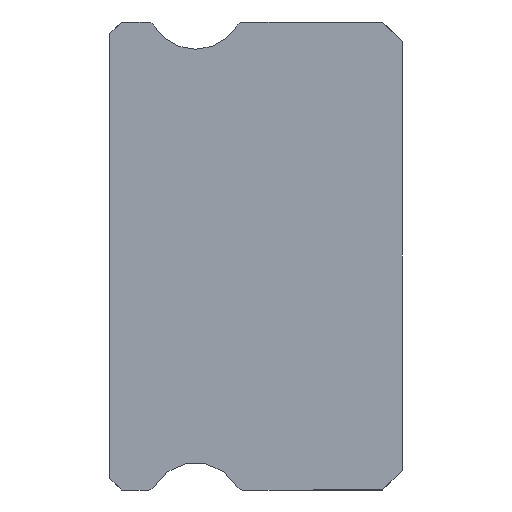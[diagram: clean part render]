
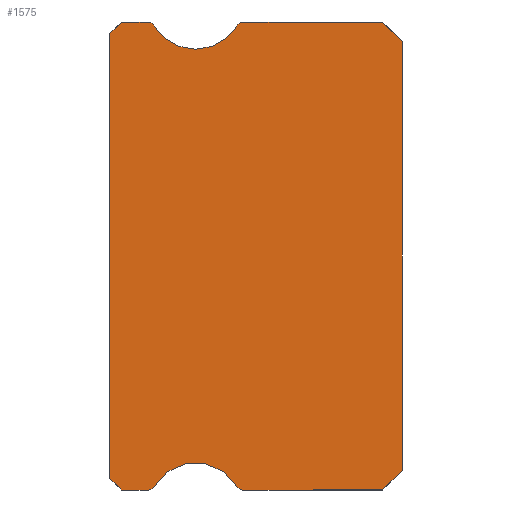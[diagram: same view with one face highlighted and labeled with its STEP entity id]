
A CAD part, left-side view. The second image highlights one B-rep face of the part: STEP entity #1575.
In plain terms, the highlighted planar face has unit normal (-1, 0, 0).
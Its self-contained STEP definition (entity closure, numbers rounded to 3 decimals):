
#6 = AXIS2_PLACEMENT_3D ( 'NONE', #4037, #4686, #5739 ) ;
#58 = VECTOR ( 'NONE', #7234, 1000. ) ;
#106 = DIRECTION ( 'NONE',  ( -1., 0., 0. ) ) ;
#180 = DIRECTION ( 'NONE',  ( 0., 0., -1. ) ) ;
#230 = DIRECTION ( 'NONE',  ( 0., -0.707, -0.707 ) ) ;
#233 = VERTEX_POINT ( 'NONE', #5336 ) ;
#241 = DIRECTION ( 'NONE',  ( 1., 0., 0. ) ) ;
#252 = ORIENTED_EDGE ( 'NONE', *, *, #1323, .F. ) ;
#278 = LINE ( 'NONE', #4132, #5699 ) ;
#321 = LINE ( 'NONE', #10004, #9254 ) ;
#334 = EDGE_CURVE ( 'NONE', #7265, #10010, #6384, .T. ) ;
#345 = EDGE_CURVE ( 'NONE', #9851, #2685, #8037, .T. ) ;
#381 = CARTESIAN_POINT ( 'NONE',  ( -10., 6.512, 6. ) ) ;
#382 = ORIENTED_EDGE ( 'NONE', *, *, #3663, .F. ) ;
#452 = EDGE_CURVE ( 'NONE', #2833, #8369, #6222, .T. ) ;
#682 = ORIENTED_EDGE ( 'NONE', *, *, #10032, .T. ) ;
#774 = CARTESIAN_POINT ( 'NONE',  ( -10., 7.2, 6. ) ) ;
#795 = EDGE_CURVE ( 'NONE', #3462, #233, #7002, .T. ) ;
#922 = CARTESIAN_POINT ( 'NONE',  ( -10., 4.088, 5.85 ) ) ;
#1279 = DIRECTION ( 'NONE',  ( 0., -1., 0. ) ) ;
#1323 = EDGE_CURVE ( 'NONE', #1418, #2869, #2237, .T. ) ;
#1324 = LINE ( 'NONE', #3859, #4562 ) ;
#1418 = VERTEX_POINT ( 'NONE', #1741 ) ;
#1560 = DIRECTION ( 'NONE',  ( -1., 0., 0. ) ) ;
#1575 = ADVANCED_FACE ( 'NONE', ( #9303 ), #8688, .F. ) ;
#1612 = DIRECTION ( 'NONE',  ( 0., 0., -1. ) ) ;
#1614 = CARTESIAN_POINT ( 'NONE',  ( -10., 7.2, 6. ) ) ;
#1727 = VECTOR ( 'NONE', #9718, 1000. ) ;
#1729 = VERTEX_POINT ( 'NONE', #8735 ) ;
#1741 = CARTESIAN_POINT ( 'NONE',  ( -10., 6.383, -5.925 ) ) ;
#1789 = EDGE_CURVE ( 'NONE', #9851, #5875, #10341, .T. ) ;
#1794 = ORIENTED_EDGE ( 'NONE', *, *, #4260, .F. ) ;
#2034 = VECTOR ( 'NONE', #3365, 1000. ) ;
#2105 = CARTESIAN_POINT ( 'NONE',  ( -10., 6.512, 5.85 ) ) ;
#2144 = CIRCLE ( 'NONE', #8226, 1.25 ) ;
#2237 = CIRCLE ( 'NONE', #5604, 0.15 ) ;
#2325 = CARTESIAN_POINT ( 'NONE',  ( -10., 5.3, 5.3 ) ) ;
#2399 = CARTESIAN_POINT ( 'NONE',  ( -10., 5.3, 6.55 ) ) ;
#2467 = ORIENTED_EDGE ( 'NONE', *, *, #334, .F. ) ;
#2492 = DIRECTION ( 'NONE',  ( 0., 0., -1. ) ) ;
#2533 = LINE ( 'NONE', #5168, #2034 ) ;
#2572 = DIRECTION ( 'NONE',  ( 0., -0.707, -0.707 ) ) ;
#2685 = VERTEX_POINT ( 'NONE', #1614 ) ;
#2749 = AXIS2_PLACEMENT_3D ( 'NONE', #8240, #241, #9912 ) ;
#2833 = VERTEX_POINT ( 'NONE', #8277 ) ;
#2869 = VERTEX_POINT ( 'NONE', #7867 ) ;
#2908 = VECTOR ( 'NONE', #9258, 1000. ) ;
#3003 = EDGE_CURVE ( 'NONE', #10010, #3451, #8478, .T. ) ;
#3011 = DIRECTION ( 'NONE',  ( 1., 0., 0. ) ) ;
#3040 = DIRECTION ( 'NONE',  ( 1., 0., 0. ) ) ;
#3155 = CARTESIAN_POINT ( 'NONE',  ( -10., 6.512, -6. ) ) ;
#3172 = DIRECTION ( 'NONE',  ( 1., 0., 0. ) ) ;
#3273 = CARTESIAN_POINT ( 'NONE',  ( -10., 7.5, 5.7 ) ) ;
#3365 = DIRECTION ( 'NONE',  ( 0., 0.707, -0.707 ) ) ;
#3451 = VERTEX_POINT ( 'NONE', #6841 ) ;
#3462 = VERTEX_POINT ( 'NONE', #9163 ) ;
#3511 = ORIENTED_EDGE ( 'NONE', *, *, #1789, .F. ) ;
#3607 = CARTESIAN_POINT ( 'NONE',  ( -10., 0.5, -6. ) ) ;
#3609 = EDGE_CURVE ( 'NONE', #4779, #7300, #1324, .T. ) ;
#3663 = EDGE_CURVE ( 'NONE', #3462, #7265, #2533, .T. ) ;
#3829 = VECTOR ( 'NONE', #9632, 1000. ) ;
#3859 = CARTESIAN_POINT ( 'NONE',  ( -10., 7.5, 5.85 ) ) ;
#3878 = CARTESIAN_POINT ( 'NONE',  ( -10., 4.217, 5.925 ) ) ;
#3952 = ORIENTED_EDGE ( 'NONE', *, *, #7184, .F. ) ;
#4031 = ORIENTED_EDGE ( 'NONE', *, *, #5541, .F. ) ;
#4037 = CARTESIAN_POINT ( 'NONE',  ( -10., 5.3, 6.55 ) ) ;
#4109 = DIRECTION ( 'NONE',  ( 0., 0., -1. ) ) ;
#4132 = CARTESIAN_POINT ( 'NONE',  ( -10., 7.2, -6. ) ) ;
#4260 = EDGE_CURVE ( 'NONE', #8369, #233, #321, .T. ) ;
#4273 = CARTESIAN_POINT ( 'NONE',  ( -10., 6.383, 5.925 ) ) ;
#4282 = ORIENTED_EDGE ( 'NONE', *, *, #9022, .F. ) ;
#4562 = VECTOR ( 'NONE', #7006, 1000. ) ;
#4636 = VERTEX_POINT ( 'NONE', #3878 ) ;
#4679 = CARTESIAN_POINT ( 'NONE',  ( -10., 7.5, -5.7 ) ) ;
#4686 = DIRECTION ( 'NONE',  ( -1., 0., 0. ) ) ;
#4751 = CARTESIAN_POINT ( 'NONE',  ( -10., 4.088, -6. ) ) ;
#4779 = VERTEX_POINT ( 'NONE', #4679 ) ;
#4807 = CARTESIAN_POINT ( 'NONE',  ( -10., 6.512, -5.85 ) ) ;
#4925 = EDGE_CURVE ( 'NONE', #4779, #1729, #278, .T. ) ;
#5039 = CARTESIAN_POINT ( 'NONE',  ( -10., 7.5, 5.7 ) ) ;
#5138 = ORIENTED_EDGE ( 'NONE', *, *, #4925, .T. ) ;
#5168 = CARTESIAN_POINT ( 'NONE',  ( -10., 0., -5.5 ) ) ;
#5170 = ORIENTED_EDGE ( 'NONE', *, *, #345, .T. ) ;
#5223 = VERTEX_POINT ( 'NONE', #2325 ) ;
#5251 = ORIENTED_EDGE ( 'NONE', *, *, #6440, .F. ) ;
#5336 = CARTESIAN_POINT ( 'NONE',  ( -10., 0., 5.5 ) ) ;
#5383 = DIRECTION ( 'NONE',  ( 0., 0., -1. ) ) ;
#5515 = CARTESIAN_POINT ( 'NONE',  ( -10., 6.512, -6. ) ) ;
#5541 = EDGE_CURVE ( 'NONE', #3451, #1418, #2144, .T. ) ;
#5604 = AXIS2_PLACEMENT_3D ( 'NONE', #4807, #3172, #4109 ) ;
#5638 = DIRECTION ( 'NONE',  ( 0., 1., 0. ) ) ;
#5696 = DIRECTION ( 'NONE',  ( 1., 0., 0. ) ) ;
#5699 = VECTOR ( 'NONE', #2572, 1000. ) ;
#5714 = EDGE_CURVE ( 'NONE', #1729, #2869, #6475, .T. ) ;
#5739 = DIRECTION ( 'NONE',  ( 0., 0., -1. ) ) ;
#5805 = CIRCLE ( 'NONE', #7168, 1.25 ) ;
#5811 = ORIENTED_EDGE ( 'NONE', *, *, #795, .T. ) ;
#5875 = VERTEX_POINT ( 'NONE', #4273 ) ;
#6117 = CARTESIAN_POINT ( 'NONE',  ( -10., 4.088, -5.85 ) ) ;
#6222 = LINE ( 'NONE', #8552, #7448 ) ;
#6287 = AXIS2_PLACEMENT_3D ( 'NONE', #6117, #3040, #9336 ) ;
#6384 = LINE ( 'NONE', #3155, #58 ) ;
#6440 = EDGE_CURVE ( 'NONE', #5875, #5223, #5805, .T. ) ;
#6475 = LINE ( 'NONE', #5515, #3829 ) ;
#6699 = ORIENTED_EDGE ( 'NONE', *, *, #3609, .F. ) ;
#6841 = CARTESIAN_POINT ( 'NONE',  ( -10., 4.217, -5.925 ) ) ;
#6998 = CARTESIAN_POINT ( 'NONE',  ( -10., 0.5, 6. ) ) ;
#7002 = LINE ( 'NONE', #9318, #2908 ) ;
#7006 = DIRECTION ( 'NONE',  ( 0., 0., 1. ) ) ;
#7168 = AXIS2_PLACEMENT_3D ( 'NONE', #2399, #106, #2492 ) ;
#7184 = EDGE_CURVE ( 'NONE', #4636, #2833, #9814, .T. ) ;
#7234 = DIRECTION ( 'NONE',  ( 0., 1., 0. ) ) ;
#7265 = VERTEX_POINT ( 'NONE', #3607 ) ;
#7300 = VERTEX_POINT ( 'NONE', #5039 ) ;
#7306 = LINE ( 'NONE', #3273, #1727 ) ;
#7315 = EDGE_LOOP ( 'NONE', ( #682, #6699, #5138, #8247, #252, #4031, #10109, #2467, #382, #5811, #1794, #8176, #3952, #4282, #5251, #3511, #5170 ) ) ;
#7448 = VECTOR ( 'NONE', #1279, 1000. ) ;
#7821 = AXIS2_PLACEMENT_3D ( 'NONE', #2105, #3011, #5383 ) ;
#7846 = VECTOR ( 'NONE', #5638, 1000. ) ;
#7867 = CARTESIAN_POINT ( 'NONE',  ( -10., 6.512, -6. ) ) ;
#8037 = LINE ( 'NONE', #774, #7846 ) ;
#8176 = ORIENTED_EDGE ( 'NONE', *, *, #452, .F. ) ;
#8226 = AXIS2_PLACEMENT_3D ( 'NONE', #8912, #1560, #1612 ) ;
#8240 = CARTESIAN_POINT ( 'NONE',  ( -10., 6.512, 5.85 ) ) ;
#8247 = ORIENTED_EDGE ( 'NONE', *, *, #5714, .T. ) ;
#8277 = CARTESIAN_POINT ( 'NONE',  ( -10., 4.088, 6. ) ) ;
#8369 = VERTEX_POINT ( 'NONE', #6998 ) ;
#8478 = CIRCLE ( 'NONE', #6287, 0.15 ) ;
#8552 = CARTESIAN_POINT ( 'NONE',  ( -10., 6.512, 6. ) ) ;
#8688 = PLANE ( 'NONE',  #7821 ) ;
#8735 = CARTESIAN_POINT ( 'NONE',  ( -10., 7.2, -6. ) ) ;
#8912 = CARTESIAN_POINT ( 'NONE',  ( -10., 5.3, -6.55 ) ) ;
#9022 = EDGE_CURVE ( 'NONE', #5223, #4636, #9121, .T. ) ;
#9121 = CIRCLE ( 'NONE', #6, 1.25 ) ;
#9163 = CARTESIAN_POINT ( 'NONE',  ( -10., 0., -5.5 ) ) ;
#9254 = VECTOR ( 'NONE', #230, 1000. ) ;
#9258 = DIRECTION ( 'NONE',  ( 0., 0., 1. ) ) ;
#9303 = FACE_OUTER_BOUND ( 'NONE', #7315, .T. ) ;
#9318 = CARTESIAN_POINT ( 'NONE',  ( -10., 0., 5.5 ) ) ;
#9336 = DIRECTION ( 'NONE',  ( 0., 0., -1. ) ) ;
#9632 = DIRECTION ( 'NONE',  ( 0., -1., 0. ) ) ;
#9718 = DIRECTION ( 'NONE',  ( 0., 0.707, -0.707 ) ) ;
#9814 = CIRCLE ( 'NONE', #9982, 0.15 ) ;
#9851 = VERTEX_POINT ( 'NONE', #381 ) ;
#9912 = DIRECTION ( 'NONE',  ( 0., 0., -1. ) ) ;
#9982 = AXIS2_PLACEMENT_3D ( 'NONE', #922, #5696, #180 ) ;
#10004 = CARTESIAN_POINT ( 'NONE',  ( -10., 0.5, 6. ) ) ;
#10010 = VERTEX_POINT ( 'NONE', #4751 ) ;
#10032 = EDGE_CURVE ( 'NONE', #2685, #7300, #7306, .T. ) ;
#10109 = ORIENTED_EDGE ( 'NONE', *, *, #3003, .F. ) ;
#10341 = CIRCLE ( 'NONE', #2749, 0.15 ) ;
